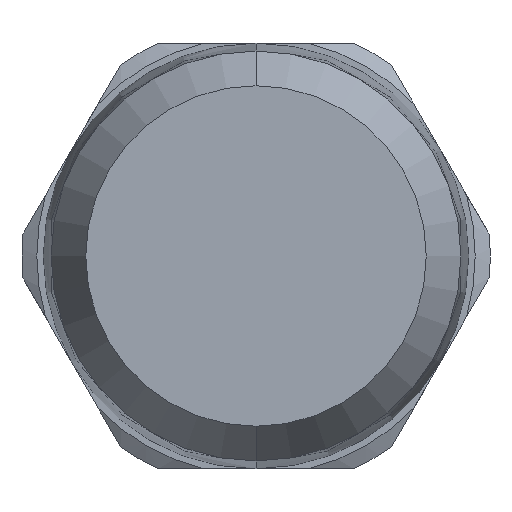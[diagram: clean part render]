
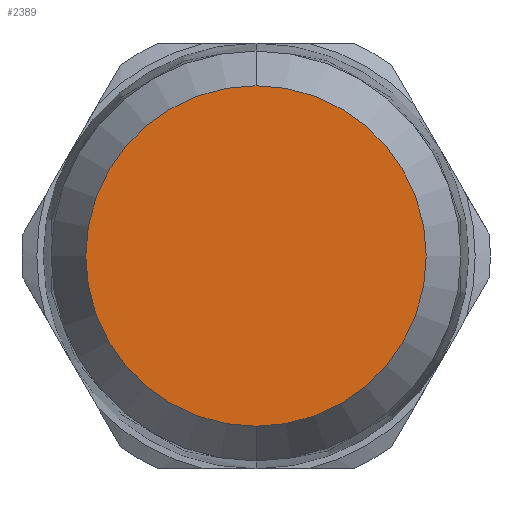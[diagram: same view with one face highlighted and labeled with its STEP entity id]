
A CAD part, front view. The second image highlights one B-rep face of the part: STEP entity #2389.
In plain terms, the highlighted planar face has unit normal (0, -1, 0).
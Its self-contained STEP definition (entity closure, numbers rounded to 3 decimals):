
#257 = CARTESIAN_POINT ( 'NONE',  ( 0., -10.25, 0. ) ) ;
#258 = DIRECTION ( 'NONE',  ( 0., 1., 0. ) ) ;
#259 = DIRECTION ( 'NONE',  ( 0., 0., 1. ) ) ;
#666 = CARTESIAN_POINT ( 'NONE',  ( 0., -10.25, 0. ) ) ;
#667 = DIRECTION ( 'NONE',  ( 0., 1., 0. ) ) ;
#668 = DIRECTION ( 'NONE',  ( 0., 0., 1. ) ) ;
#962 = CARTESIAN_POINT ( 'NONE',  ( 4., -10.25, 0. ) ) ;
#963 = DIRECTION ( 'NONE',  ( 0., -1., 0. ) ) ;
#964 = DIRECTION ( 'NONE',  ( 0., 0., -1. ) ) ;
#1092 = PLANE ( 'NONE',  #2177 ) ;
#2177 = AXIS2_PLACEMENT_3D ( 'NONE', #962, #963, #964 ) ;
#2389 = ADVANCED_FACE ( 'NONE', ( #4123 ), #1092, .T. ) ;
#3112 = VERTEX_POINT ( 'NONE', #6102 ) ;
#3694 = CARTESIAN_POINT ( 'NONE',  ( 0., -10.25, 4. ) ) ;
#3911 = EDGE_CURVE ( 'NONE', #6655, #3112, #6968, .T. ) ;
#4123 = FACE_OUTER_BOUND ( 'NONE', #7597, .T. ) ;
#5167 = EDGE_CURVE ( 'NONE', #3112, #6655, #7016, .T. ) ;
#6102 = CARTESIAN_POINT ( 'NONE',  ( 0., -10.25, -4. ) ) ;
#6464 = ORIENTED_EDGE ( 'NONE', *, *, #3911, .F. ) ;
#6465 = ORIENTED_EDGE ( 'NONE', *, *, #5167, .F. ) ;
#6655 = VERTEX_POINT ( 'NONE', #3694 ) ;
#6719 = AXIS2_PLACEMENT_3D ( 'NONE', #257, #258, #259 ) ;
#6752 = AXIS2_PLACEMENT_3D ( 'NONE', #666, #667, #668 ) ;
#6968 = CIRCLE ( 'NONE', #6719, 4. ) ;
#7016 = CIRCLE ( 'NONE', #6752, 4. ) ;
#7597 = EDGE_LOOP ( 'NONE', ( #6464, #6465 ) ) ;
